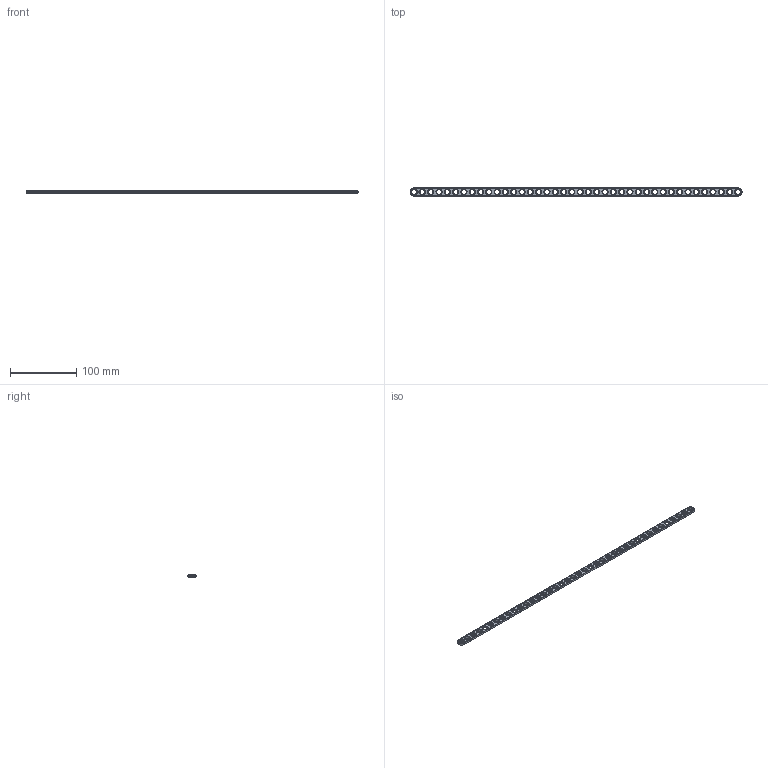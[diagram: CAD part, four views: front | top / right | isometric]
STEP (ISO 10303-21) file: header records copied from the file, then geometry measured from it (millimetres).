
FILE_DESCRIPTION(('FreeCAD Model'),'2;1');
FILE_NAME('Open CASCADE Shape Model','2021-03-06T13:36:18',( 'Paulo Kiefe'),('STEMFIE.org'),'Open CASCADE STEP processor 7.4', 'FreeCAD','Unknown');
FILE_SCHEMA(('AUTOMOTIVE_DESIGN { 1 0 10303 214 1 1 1 1 }'));
Length unit declared in the file: millimetre
Products named in the file (1): Brace_STR_STD_ERR_BU40x01x00.25_-_SPN-BRC-0039_(stemfie.org)
Bounding box: 500 x 12.5 x 3.12 mm (x, y, z)
Volume: 13954.1 mm3; surface area: 15049.8 mm2
Topology: 1 solids, 1 shells, 758 faces, 1955 edges, 1274 vertices
Faces by surface type: plane 356, extrusion 234, cone 84, cylinder 84
Full cylindrical faces by diameter (mm): 7 x40, 9.2 x40
Entity records: 50355 total; most frequent: CARTESIAN_POINT 12489, DIRECTION 6151, VECTOR 4469, LINE 4235, ORIENTED_EDGE 3910, PCURVE 3910, DEFINITIONAL_REPRESENTATION 3910, EDGE_CURVE 1955
